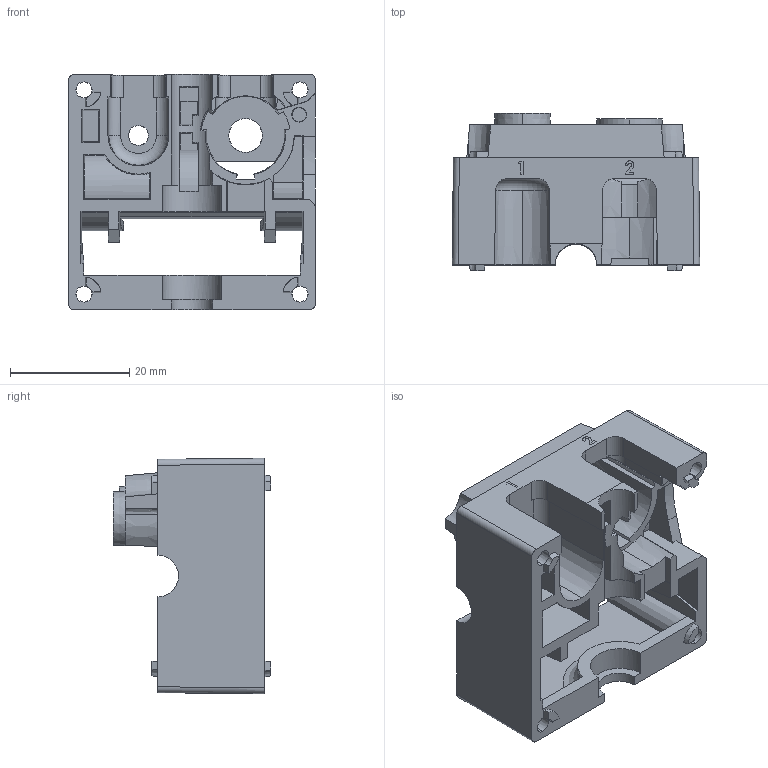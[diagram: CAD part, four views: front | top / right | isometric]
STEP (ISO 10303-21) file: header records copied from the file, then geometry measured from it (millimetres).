
FILE_DESCRIPTION (( 'STEP AP214' ), '1' );
FILE_NAME ('1479-B.STEP', '2017-02-17T10:33:49', ( '' ), ( '' ), 'SwSTEP 2.0', 'SolidWorks 2016', '' );
FILE_SCHEMA (( 'AUTOMOTIVE_DESIGN' ));
Length unit declared in the file: millimetre
Products named in the file (1): 1479-B
Bounding box: 41.56 x 26.5 x 39.56 mm (x, y, z)
Volume: 12145.5 mm3; surface area: 11490 mm2
Topology: 1 solids, 1 shells, 247 faces, 743 edges, 496 vertices
Faces by surface type: plane 141, cone 59, cylinder 30, bspline 10, torus 7
Entity records: 9007 total; most frequent: CARTESIAN_POINT 2551, ORIENTED_EDGE 1486, DIRECTION 1212, EDGE_CURVE 743, VERTEX_POINT 496, AXIS2_PLACEMENT_3D 406, LINE 400, VECTOR 400
